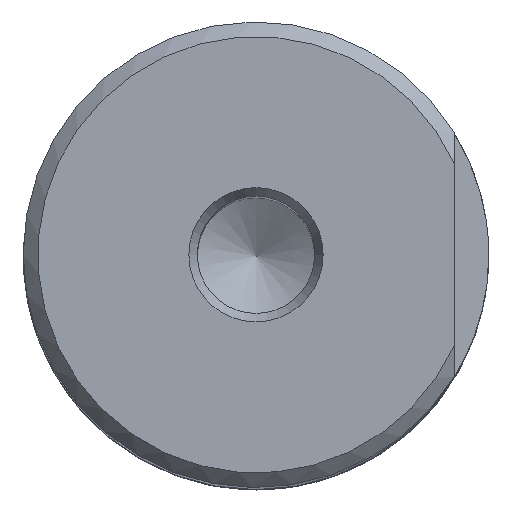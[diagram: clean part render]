
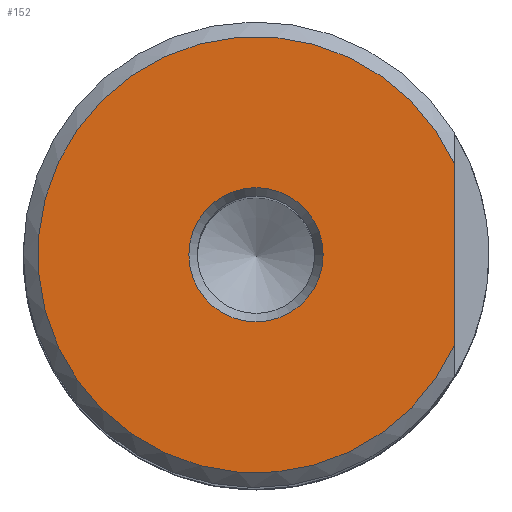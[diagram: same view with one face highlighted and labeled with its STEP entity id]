
A CAD part, top view. The second image highlights one B-rep face of the part: STEP entity #152.
In plain terms, the highlighted planar face has unit normal (0, 0, 1).
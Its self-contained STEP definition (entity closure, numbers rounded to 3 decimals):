
#34=LINE('',#1238,#42);
#42=VECTOR('',#873,1.);
#60=PLANE('',#718);
#152=ADVANCED_FACE('',(#298,#299),#60,.T.);
#298=FACE_BOUND('',#383,.T.);
#299=FACE_BOUND('',#384,.T.);
#383=EDGE_LOOP('',(#474));
#384=EDGE_LOOP('',(#475,#476));
#474=ORIENTED_EDGE('',*,*,#599,.T.);
#475=ORIENTED_EDGE('',*,*,#600,.T.);
#476=ORIENTED_EDGE('',*,*,#601,.F.);
#548=VERTEX_POINT('',#1233);
#549=VERTEX_POINT('',#1236);
#550=VERTEX_POINT('',#1237);
#599=EDGE_CURVE('',#548,#548,#653,.T.);
#600=EDGE_CURVE('',#549,#550,#654,.T.);
#601=EDGE_CURVE('',#549,#550,#34,.T.);
#653=CIRCLE('',#715,4.577);
#654=CIRCLE('',#717,14.875);
#715=AXIS2_PLACEMENT_3D('',#1232,#867,#868);
#717=AXIS2_PLACEMENT_3D('',#1235,#871,#872);
#718=AXIS2_PLACEMENT_3D('',#1239,#874,#875);
#867=DIRECTION('',(0.,0.,-1.));
#868=DIRECTION('',(1.,0.,0.));
#871=DIRECTION('',(0.,0.,1.));
#872=DIRECTION('',(1.,0.,0.));
#873=DIRECTION('',(0.,-1.,0.));
#874=DIRECTION('',(0.,0.,1.));
#875=DIRECTION('',(1.,0.,0.));
#1232=CARTESIAN_POINT('',(0.,0.,0.));
#1233=CARTESIAN_POINT('',(4.577,0.,0.));
#1235=CARTESIAN_POINT('',(0.,0.,0.));
#1236=CARTESIAN_POINT('',(13.525,6.192,0.));
#1237=CARTESIAN_POINT('',(13.525,-6.192,0.));
#1238=CARTESIAN_POINT('',(13.525,-15.875,0.));
#1239=CARTESIAN_POINT('',(0.,0.,0.));
